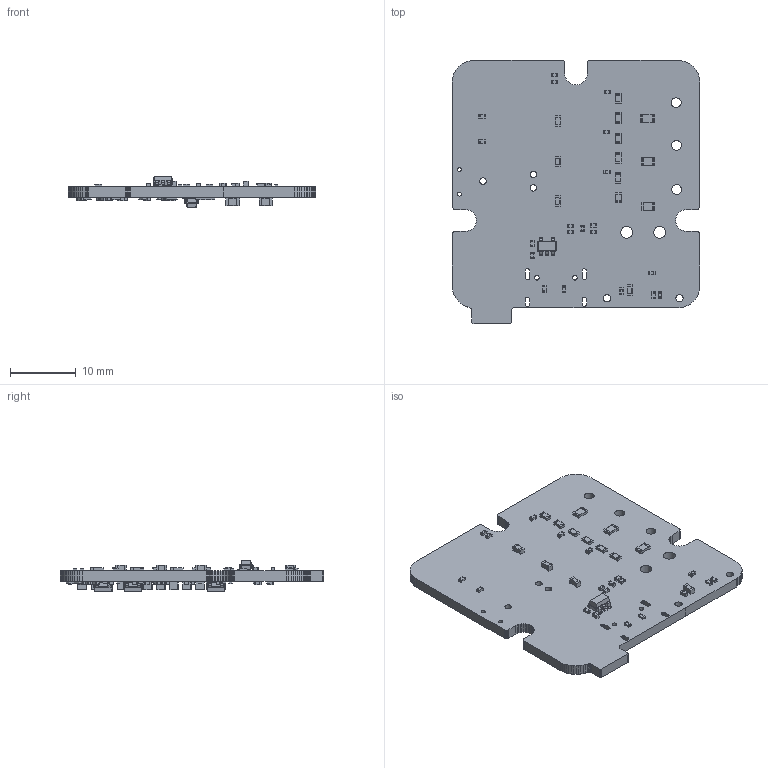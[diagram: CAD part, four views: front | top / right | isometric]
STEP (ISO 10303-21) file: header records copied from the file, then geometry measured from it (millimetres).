
FILE_DESCRIPTION(('KiCad electronic assembly'),'2;1');
FILE_NAME('servo-drive.step','2023-08-12T15:20:37',('Pcbnew'),('Kicad'), 'Open CASCADE STEP processor 7.6','KiCad to STEP converter','Unknown' );
FILE_SCHEMA(('AUTOMOTIVE_DESIGN { 1 0 10303 214 1 1 1 1 }'));
Length unit declared in the file: millimetre
Products named in the file (16): servo-drive 1; C_0603_1608Metric; SOLID; R_0805_2012Metric; R_0603_1608Metric; R_0402_1005Metric; C_0402_1005Metric; SOT-23-5; C_0805_2012Metric; servo-drive PCB
Assembly tree (108 placements, depth 3):
  servo-drive 1
    C_0603_1608Metric  x4
      SOLID
    R_0805_2012Metric  x3
      SOLID
    R_0603_1608Metric  x6
      SOLID
    R_0402_1005Metric  x38
      SOLID
    C_0402_1005Metric  x25
      SOLID
    SOT-23-5  x4
      SOLID
    C_0805_2012Metric  x20
      SOLID
    servo-drive PCB
Bounding box: 37.55 x 39.92 x 4.78 mm (x, y, z)
Volume: 2257.4 mm3; surface area: 3674.7 mm2
Topology: 101 solids, 101 shells, 3318 faces, 8690 edges, 5672 vertices
Faces by surface type: plane 2144, cylinder 1058, bspline 116
Full cylindrical faces by diameter (mm): 0.6 x2, 0.7 x2, 0.991 x3, 1.1 x2, 1.5 x3, 1.8 x2
Entity records: 41092 total; most frequent: CARTESIAN_POINT 7173, DIRECTION 5936, LINE 4202, VECTOR 4202, ORIENTED_EDGE 3110, PCURVE 3110, DEFINITIONAL_REPRESENTATION 3110, EDGE_CURVE 1555
